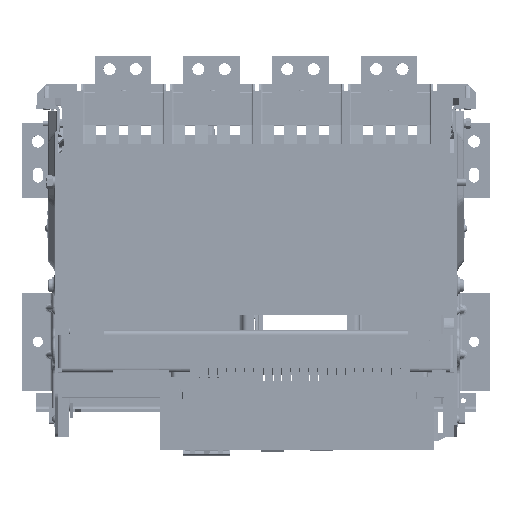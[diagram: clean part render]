
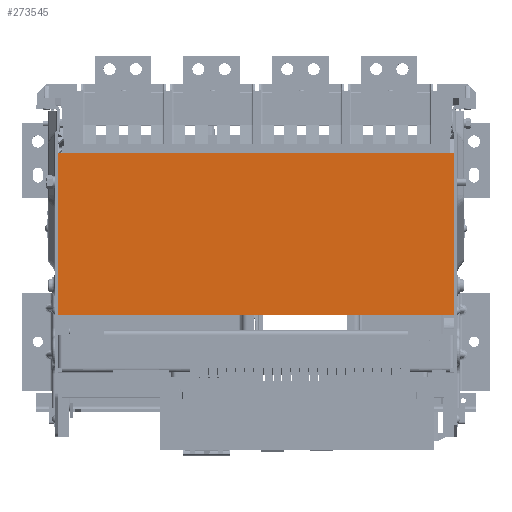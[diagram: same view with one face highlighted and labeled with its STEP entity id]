
A CAD part, top view. The second image highlights one B-rep face of the part: STEP entity #273545.
In plain terms, the highlighted planar face has unit normal (0, 0, 1).
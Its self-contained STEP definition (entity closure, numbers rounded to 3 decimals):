
#49919=DIRECTION('',(0.,1.,0.));
#49920=VECTOR('',#49919,173.);
#49921=CARTESIAN_POINT('',(-212.,103.,433.));
#49922=LINE('',#49921,#49920);
#49923=DIRECTION('',(1.,0.,0.));
#49924=VECTOR('',#49923,424.);
#49925=CARTESIAN_POINT('',(-212.,276.,433.));
#49926=LINE('',#49925,#49924);
#49927=DIRECTION('',(0.,-1.,0.));
#49928=VECTOR('',#49927,173.);
#49929=CARTESIAN_POINT('',(212.,276.,433.));
#49930=LINE('',#49929,#49928);
#49931=DIRECTION('',(-1.,0.,0.));
#49932=VECTOR('',#49931,424.);
#49933=CARTESIAN_POINT('',(212.,103.,433.));
#49934=LINE('',#49933,#49932);
#165516=CARTESIAN_POINT('',(-212.,103.,433.));
#165517=VERTEX_POINT('',#165516);
#165518=CARTESIAN_POINT('',(212.,103.,433.));
#165519=VERTEX_POINT('',#165518);
#165681=CARTESIAN_POINT('',(-212.,276.,433.));
#165683=VERTEX_POINT('',#165681);
#165699=CARTESIAN_POINT('',(212.,276.,433.));
#165700=VERTEX_POINT('',#165699);
#273534=CARTESIAN_POINT('',(0.,189.5,433.));
#273535=DIRECTION('',(0.,0.,1.));
#273536=DIRECTION('',(1.,0.,0.));
#273537=AXIS2_PLACEMENT_3D('',#273534,#273535,#273536);
#273538=PLANE('',#273537);
#273539=ORIENTED_EDGE('',*,*,#210539,.T.);
#273540=ORIENTED_EDGE('',*,*,#210396,.T.);
#273541=ORIENTED_EDGE('',*,*,#273528,.T.);
#273542=ORIENTED_EDGE('',*,*,#210163,.T.);
#273543=EDGE_LOOP('',(#273539,#273540,#273541,#273542));
#273544=FACE_OUTER_BOUND('',#273543,.F.);
#273545=ADVANCED_FACE('',(#273544),#273538,.T.);
#210163=EDGE_CURVE('',#165519,#165517,#49934,.T.);
#210396=EDGE_CURVE('',#165683,#165700,#49926,.T.);
#210539=EDGE_CURVE('',#165517,#165683,#49922,.T.);
#273528=EDGE_CURVE('',#165700,#165519,#49930,.T.);
